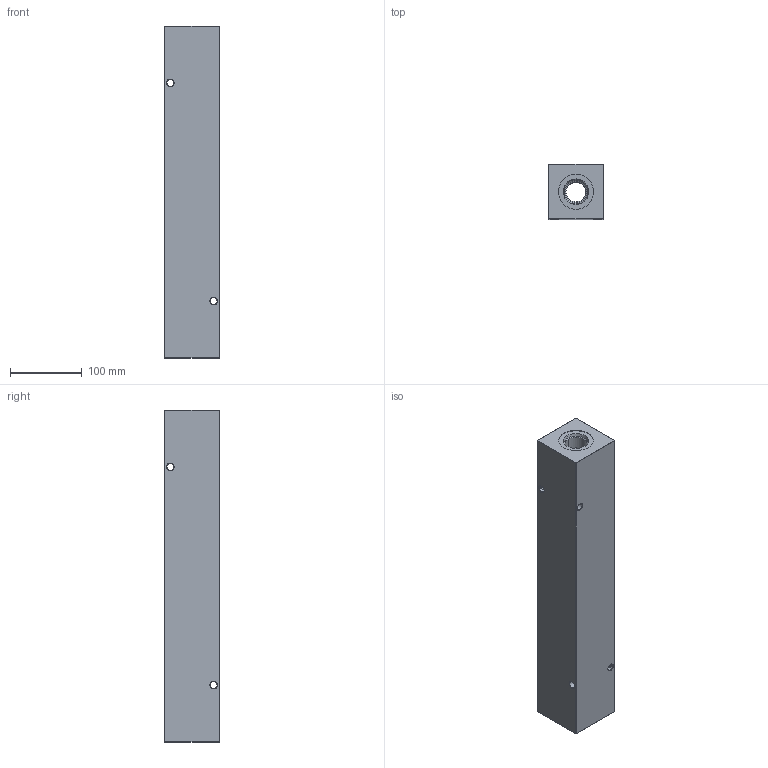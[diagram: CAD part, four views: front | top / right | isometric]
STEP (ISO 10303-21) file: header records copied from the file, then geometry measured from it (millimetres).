
FILE_DESCRIPTION (( 'STEP AP203' ), '1' );
FILE_NAME ('HM-6-90-S-16-10.STEP', '2020-11-09T23:19:53', ( '' ), ( '' ), 'SwSTEP 2.0', 'SolidWorks 2019', '' );
FILE_SCHEMA (( 'CONFIG_CONTROL_DESIGN' ));
Length unit declared in the file: inch
Products named in the file (1): HM-6-90-S-16-10
Bounding box: 76.2 x 76.2 x 463.55 mm (x, y, z)
Volume: 2268223.7 mm3; surface area: 212586 mm2
Topology: 1 solids, 1 shells, 652 faces, 1636 edges, 1038 vertices
Faces by surface type: plane 250, bspline 204, cone 100, cylinder 98
Entity records: 30469 total; most frequent: CARTESIAN_POINT 16099, ORIENTED_EDGE 3272, DIRECTION 2308, EDGE_CURVE 1636, VERTEX_POINT 1038, LINE 942, VECTOR 942, EDGE_LOOP 742
